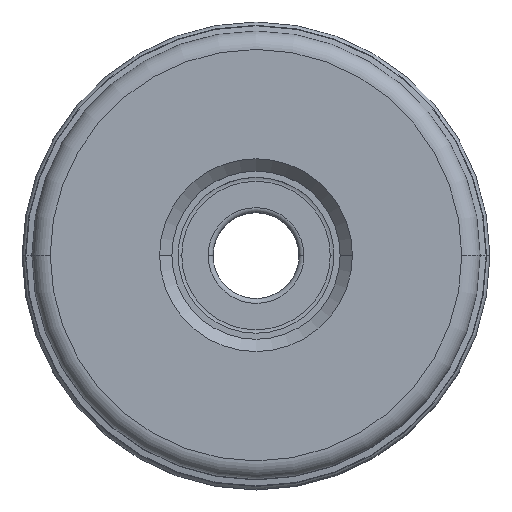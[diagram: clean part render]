
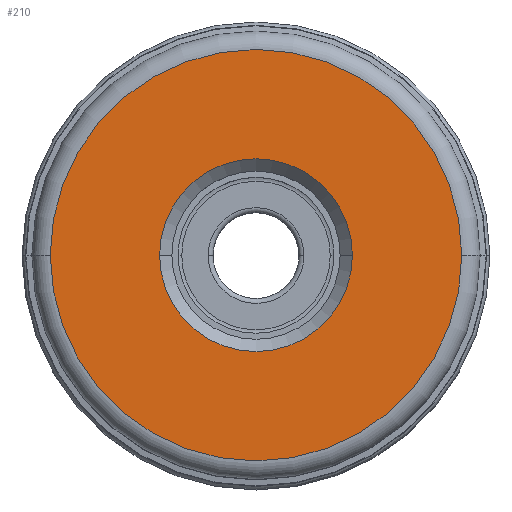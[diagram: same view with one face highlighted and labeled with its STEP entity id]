
A CAD part, top view. The second image highlights one B-rep face of the part: STEP entity #210.
In plain terms, the highlighted planar face has unit normal (0, 0, 1).
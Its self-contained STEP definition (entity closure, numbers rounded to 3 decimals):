
#28=PLANE('',#1880);
#34=FACE_BOUND('',#408,.T.);
#35=FACE_BOUND('',#409,.T.);
#210=ADVANCED_FACE('',(#34,#35),#28,.F.);
#408=EDGE_LOOP('',(#688,#689,#690,#691));
#409=EDGE_LOOP('',(#692,#693,#694,#695));
#688=ORIENTED_EDGE('',*,*,#1198,.F.);
#689=ORIENTED_EDGE('',*,*,#1196,.F.);
#690=ORIENTED_EDGE('',*,*,#1195,.T.);
#691=ORIENTED_EDGE('',*,*,#1199,.T.);
#692=ORIENTED_EDGE('',*,*,#1200,.T.);
#693=ORIENTED_EDGE('',*,*,#1201,.T.);
#694=ORIENTED_EDGE('',*,*,#1202,.T.);
#695=ORIENTED_EDGE('',*,*,#1203,.T.);
#995=VERTEX_POINT('',#3809);
#996=VERTEX_POINT('',#3811);
#997=VERTEX_POINT('',#3813);
#998=VERTEX_POINT('',#3817);
#999=VERTEX_POINT('',#3821);
#1000=VERTEX_POINT('',#3822);
#1001=VERTEX_POINT('',#3824);
#1002=VERTEX_POINT('',#3826);
#1195=EDGE_CURVE('',#996,#995,#1463,.T.);
#1196=EDGE_CURVE('',#996,#997,#1464,.T.);
#1198=EDGE_CURVE('',#997,#998,#1466,.T.);
#1199=EDGE_CURVE('',#995,#998,#1467,.T.);
#1200=EDGE_CURVE('',#999,#1000,#1468,.T.);
#1201=EDGE_CURVE('',#1000,#1001,#1469,.T.);
#1202=EDGE_CURVE('',#1001,#1002,#1470,.T.);
#1203=EDGE_CURVE('',#1002,#999,#1471,.T.);
#1463=CIRCLE('',#1869,16.756);
#1464=CIRCLE('',#1870,16.756);
#1466=CIRCLE('',#1873,16.756);
#1467=CIRCLE('',#1874,16.756);
#1468=CIRCLE('',#1876,7.85);
#1469=CIRCLE('',#1877,7.85);
#1470=CIRCLE('',#1878,7.85);
#1471=CIRCLE('',#1879,7.85);
#1869=AXIS2_PLACEMENT_3D('',#3810,#2280,#2281);
#1870=AXIS2_PLACEMENT_3D('',#3812,#2282,#2283);
#1873=AXIS2_PLACEMENT_3D('',#3816,#2288,#2289);
#1874=AXIS2_PLACEMENT_3D('',#3818,#2290,#2291);
#1876=AXIS2_PLACEMENT_3D('',#3820,#2294,#2295);
#1877=AXIS2_PLACEMENT_3D('',#3823,#2296,#2297);
#1878=AXIS2_PLACEMENT_3D('',#3825,#2298,#2299);
#1879=AXIS2_PLACEMENT_3D('',#3827,#2300,#2301);
#1880=AXIS2_PLACEMENT_3D('',#3828,#2302,#2303);
#2280=DIRECTION('',(0.,0.,1.));
#2281=DIRECTION('',(1.,0.,0.));
#2282=DIRECTION('',(0.,0.,-1.));
#2283=DIRECTION('',(-1.,0.,0.));
#2288=DIRECTION('',(0.,0.,-1.));
#2289=DIRECTION('',(-1.,0.,0.));
#2290=DIRECTION('',(0.,0.,1.));
#2291=DIRECTION('',(1.,0.,0.));
#2294=DIRECTION('',(0.,0.,-1.));
#2295=DIRECTION('',(0.,-1.,0.));
#2296=DIRECTION('',(0.,0.,-1.));
#2297=DIRECTION('',(-1.,0.,0.));
#2298=DIRECTION('',(0.,0.,-1.));
#2299=DIRECTION('',(0.,1.,0.));
#2300=DIRECTION('',(0.,0.,-1.));
#2301=DIRECTION('',(1.,0.,0.));
#2302=DIRECTION('',(0.,0.,-1.));
#2303=DIRECTION('',(1.,0.,0.));
#3809=CARTESIAN_POINT('',(16.756,0.,0.));
#3810=CARTESIAN_POINT('',(0.,0.,0.));
#3811=CARTESIAN_POINT('',(16.756,-0.02,0.));
#3812=CARTESIAN_POINT('',(0.,0.,0.));
#3813=CARTESIAN_POINT('',(-16.756,0.,0.));
#3816=CARTESIAN_POINT('',(0.,0.,0.));
#3817=CARTESIAN_POINT('',(-16.756,0.02,0.));
#3818=CARTESIAN_POINT('',(0.,0.,0.));
#3820=CARTESIAN_POINT('',(0.,0.,0.));
#3821=CARTESIAN_POINT('',(0.,-7.85,0.));
#3822=CARTESIAN_POINT('',(-7.85,0.,0.));
#3823=CARTESIAN_POINT('',(0.,0.,0.));
#3824=CARTESIAN_POINT('',(0.,7.85,0.));
#3825=CARTESIAN_POINT('',(0.,0.,0.));
#3826=CARTESIAN_POINT('',(7.85,0.,0.));
#3827=CARTESIAN_POINT('',(0.,0.,0.));
#3828=CARTESIAN_POINT('',(0.,0.,0.));
